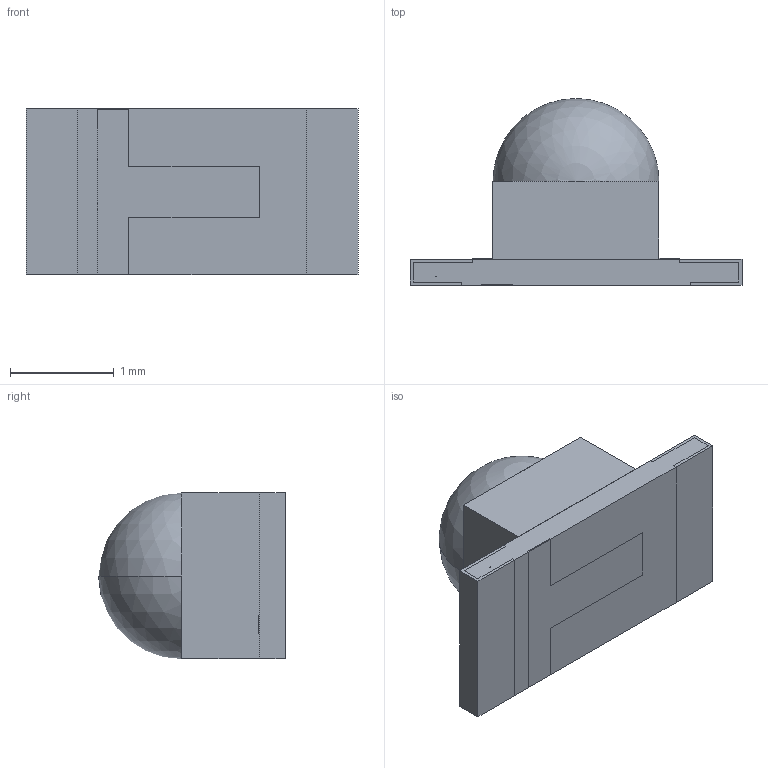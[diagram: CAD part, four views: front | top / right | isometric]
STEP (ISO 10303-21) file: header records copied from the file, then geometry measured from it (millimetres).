
FILE_DESCRIPTION (( 'STEP AP214' ), '1' );
FILE_NAME ('APTD3216.STEP', '2020-01-29T22:59:47', ( '' ), ( '' ), 'SwSTEP 2.0', 'SolidWorks 2014', '' );
FILE_SCHEMA (( 'AUTOMOTIVE_DESIGN' ));
Length unit declared in the file: millimetre
Products named in the file (1): APTD3216
Bounding box: 3.2 x 1.8 x 1.6 mm (x, y, z)
Volume: 4.3 mm3; surface area: 39.5 mm2
Topology: 9 solids, 9 shells, 81 faces, 188 edges, 125 vertices
Faces by surface type: plane 71, bspline 8, sphere 2
Entity records: 2718 total; most frequent: CARTESIAN_POINT 717, ORIENTED_EDGE 368, DIRECTION 320, EDGE_CURVE 184, VECTOR 164, LINE 164, VERTEX_POINT 123, EDGE_LOOP 83
